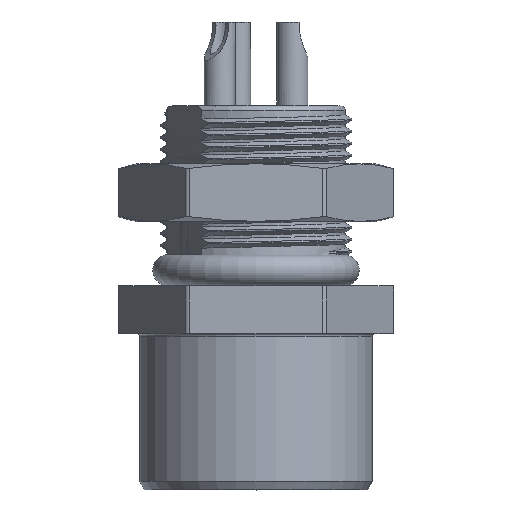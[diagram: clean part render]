
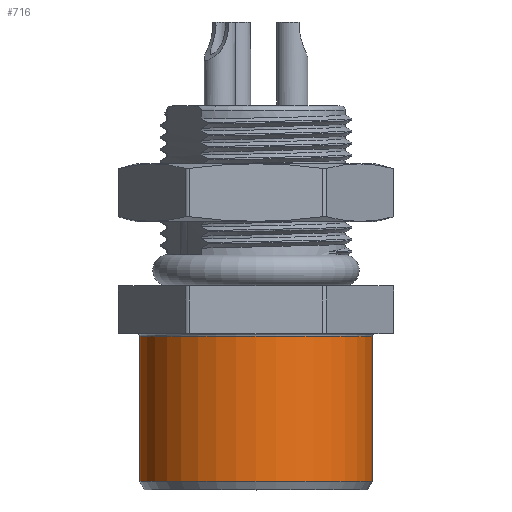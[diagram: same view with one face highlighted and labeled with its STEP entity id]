
A CAD part, top view. The second image highlights one B-rep face of the part: STEP entity #716.
In plain terms, the highlighted cylindrical face has radius 4.85 mm (diameter 9.7 mm), a partial arc.
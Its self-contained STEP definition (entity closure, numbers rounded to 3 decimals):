
#61=FACE_OUTER_BOUND('',#1144,.T.);
#716=ADVANCED_FACE('',(#61),#930,.T.);
#930=CYLINDRICAL_SURFACE('',#3918,4.85);
#1144=EDGE_LOOP('',(#1478,#1479,#1480,#1481));
#1478=ORIENTED_EDGE('',*,*,#2929,.F.);
#1479=ORIENTED_EDGE('',*,*,#2927,.F.);
#1480=ORIENTED_EDGE('',*,*,#2928,.T.);
#1481=ORIENTED_EDGE('',*,*,#2931,.F.);
#2540=VERTEX_POINT('',#5351);
#2541=VERTEX_POINT('',#5353);
#2542=VERTEX_POINT('',#5359);
#2543=VERTEX_POINT('',#5361);
#2927=EDGE_CURVE('',#2541,#2540,#3454,.T.);
#2928=EDGE_CURVE('',#2541,#2542,#3574,.T.);
#2929=EDGE_CURVE('',#2540,#2543,#3575,.T.);
#2931=EDGE_CURVE('',#2543,#2542,#3456,.T.);
#3454=CIRCLE('',#3913,4.85);
#3456=CIRCLE('',#3917,4.85);
#3574=LINE('',#5358,#3699);
#3575=LINE('',#5360,#3700);
#3699=VECTOR('',#4385,1.);
#3700=VECTOR('',#4386,1.);
#3913=AXIS2_PLACEMENT_3D('',#5356,#4381,#4382);
#3917=AXIS2_PLACEMENT_3D('',#5364,#4391,#4392);
#3918=AXIS2_PLACEMENT_3D('',#5365,#4393,#4394);
#4381=DIRECTION('',(0.,-1.,0.));
#4382=DIRECTION('',(1.,0.,0.));
#4385=DIRECTION('',(0.,1.,0.));
#4386=DIRECTION('',(0.,1.,0.));
#4391=DIRECTION('',(0.,1.,0.));
#4392=DIRECTION('',(-1.,0.,0.));
#4393=DIRECTION('',(0.,-1.,0.));
#4394=DIRECTION('',(1.,0.,0.));
#5351=CARTESIAN_POINT('',(-4.85,-7.654,0.));
#5353=CARTESIAN_POINT('',(4.85,-7.654,0.));
#5356=CARTESIAN_POINT('',(0.,-7.654,0.));
#5358=CARTESIAN_POINT('',(4.85,-1.6,0.));
#5359=CARTESIAN_POINT('',(4.85,-1.6,0.));
#5360=CARTESIAN_POINT('',(-4.85,-1.6,0.));
#5361=CARTESIAN_POINT('',(-4.85,-1.6,0.));
#5364=CARTESIAN_POINT('',(0.,-1.6,0.));
#5365=CARTESIAN_POINT('',(0.,8.8,0.));
